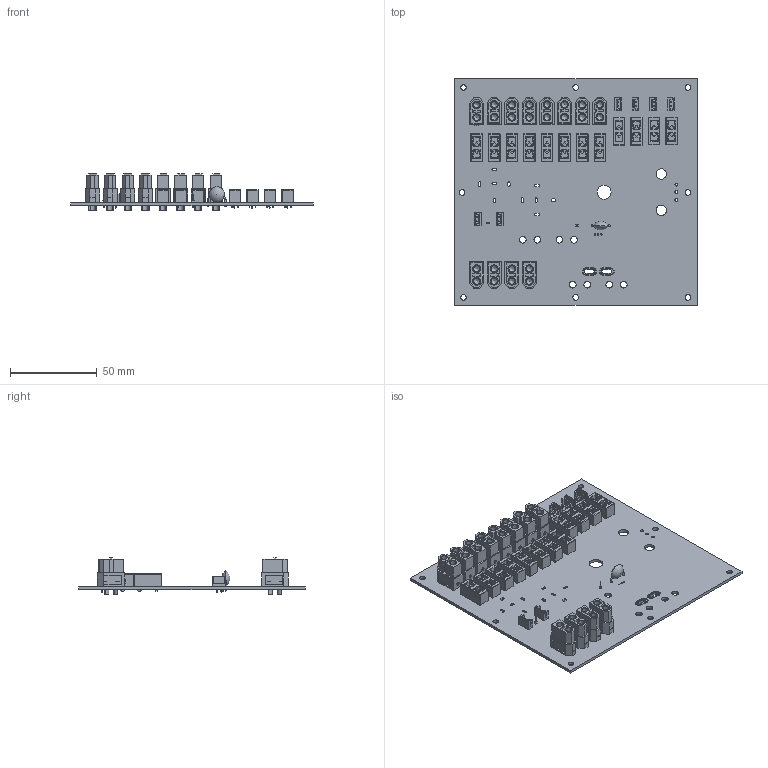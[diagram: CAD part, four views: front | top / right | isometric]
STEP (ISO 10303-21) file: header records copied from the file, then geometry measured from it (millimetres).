
FILE_DESCRIPTION(('KiCad electronic assembly'),'2;1');
FILE_NAME('busbar_v2.step','2024-03-18T22:51:03',('Pcbnew'),('Kicad'), 'Open CASCADE STEP processor 7.7','KiCad to STEP converter','Unknown' );
FILE_SCHEMA(('AUTOMOTIVE_DESIGN { 1 0 10303 214 1 1 1 1 }'));
Length unit declared in the file: millimetre
Products named in the file (12): busbar_v2 1; AMASS_XT60-F_1x02_P7.2mm_Vertical; COMPOUND; Fuseholder_Blade_Mini_Keystone_3568; SOLID; PinHeader_1x01_P1.00mm_Vertical; JST_EH_B2B-EH-A_1x02_P2.50mm_Vertical; C_Disc_D9.0mm_W5.0mm_P10.00mm; busbar_v2 PCB
Assembly tree (39 placements, depth 3):
  busbar_v2 1
    AMASS_XT60-F_1x02_P7.2mm_Vertical  x12
      COMPOUND
    Fuseholder_Blade_Mini_Keystone_3568  x12
      SOLID
    PinHeader_1x01_P1.00mm_Vertical  x2
      SOLID
    JST_EH_B2B-EH-A_1x02_P2.50mm_Vertical  x6
      SOLID
    C_Disc_D9.0mm_W5.0mm_P10.00mm
      SOLID
    busbar_v2 PCB
Bounding box: 140.08 x 130.84 x 21.2 mm (x, y, z)
Volume: 52724.1 mm3; surface area: 76492.2 mm2
Topology: 58 solids, 58 shells, 3625 faces, 10164 edges, 6777 vertices
Faces by surface type: plane 2848, cylinder 677, sphere 50, cone 48, revolution 2
Full cylindrical faces by diameter (mm): 0.5 x34, 0.7 x4, 0.8 x3, 0.95 x12, 1 x2, 1.75 x3, 1.78 x48, 3 x24, 3.2 x8, 3.5 x24, 3.9 x8, 4.3 x48, 4.5 x48, 6 x26, 8 x1
Entity records: 62590 total; most frequent: CARTESIAN_POINT 13726, DIRECTION 8252, LINE 5594, VECTOR 5594, ORIENTED_EDGE 4784, PCURVE 4780, DEFINITIONAL_REPRESENTATION 4780, EDGE_CURVE 2390
